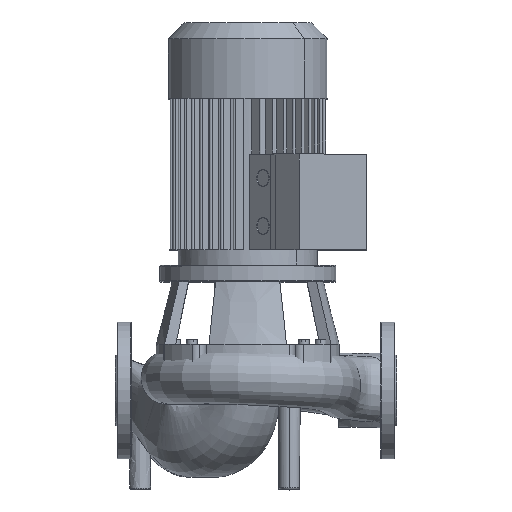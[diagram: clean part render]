
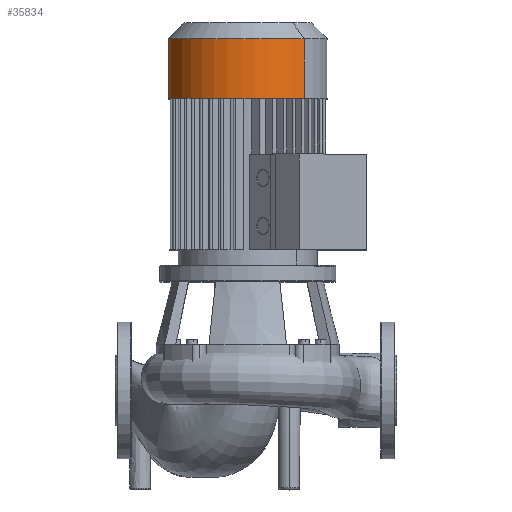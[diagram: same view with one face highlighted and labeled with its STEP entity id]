
A CAD part, top view. The second image highlights one B-rep face of the part: STEP entity #35834.
In plain terms, the highlighted cylindrical face has radius 96.5 mm (diameter 193 mm), a partial arc.
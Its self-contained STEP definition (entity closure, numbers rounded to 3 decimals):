
#29864=CARTESIAN_POINT('',(228.236,352.5,238.236));
#29865=VERTEX_POINT('',#29864);
#29866=CARTESIAN_POINT('',(228.236,424.7,238.236));
#29867=VERTEX_POINT('',#29866);
#29868=CARTESIAN_POINT('',(228.236,352.5,238.236));
#29869=DIRECTION('',(0.0,1.0,0.0));
#29870=VECTOR('',#29869,72.2);
#29871=LINE('',#29868,#29870);
#29872=EDGE_CURVE('',#29865,#29867,#29871,.T.);
#29874=CARTESIAN_POINT('',(91.764,352.5,101.764));
#29875=VERTEX_POINT('',#29874);
#29883=CARTESIAN_POINT('',(91.764,424.7,101.764));
#29884=VERTEX_POINT('',#29883);
#29885=CARTESIAN_POINT('',(91.764,352.5,101.764));
#29886=DIRECTION('',(0.0,1.0,0.0));
#29887=VECTOR('',#29886,72.2);
#29888=LINE('',#29885,#29887);
#29889=EDGE_CURVE('',#29875,#29884,#29888,.T.);
#33949=CARTESIAN_POINT('',(160.,352.5,170.0));
#33950=DIRECTION('',(0.0,1.,0.0));
#33951=DIRECTION('',(0.707,0.0,0.707));
#33952=AXIS2_PLACEMENT_3D('',#33949,#33950,#33951);
#33953=CIRCLE('',#33952,96.5);
#33954=EDGE_CURVE('',#29875,#29865,#33953,.T.);
#35813=CARTESIAN_POINT('',(160.,424.7,170.0));
#35814=DIRECTION('',(0.0,1.,0.0));
#35815=DIRECTION('',(0.707,0.0,0.707));
#35816=AXIS2_PLACEMENT_3D('',#35813,#35814,#35815);
#35817=CIRCLE('',#35816,96.5);
#35818=EDGE_CURVE('',#29884,#29867,#35817,.T.);
#35823=CARTESIAN_POINT('',(160.,444.0,170.0));
#35824=DIRECTION('',(0.0,-1.0,0.0));
#35825=DIRECTION('',(0.707,0.0,0.707));
#35826=AXIS2_PLACEMENT_3D('',#35823,#35824,#35825);
#35827=CYLINDRICAL_SURFACE('',#35826,96.5);
#35828=ORIENTED_EDGE('',*,*,#29872,.T.);
#35829=ORIENTED_EDGE('',*,*,#35818,.F.);
#35830=ORIENTED_EDGE('',*,*,#29889,.F.);
#35831=ORIENTED_EDGE('',*,*,#33954,.T.);
#35832=EDGE_LOOP('',(#35828,#35829,#35830,#35831));
#35833=FACE_OUTER_BOUND('',#35832,.T.);
#35834=ADVANCED_FACE('',(#35833),#35827,.T.);
